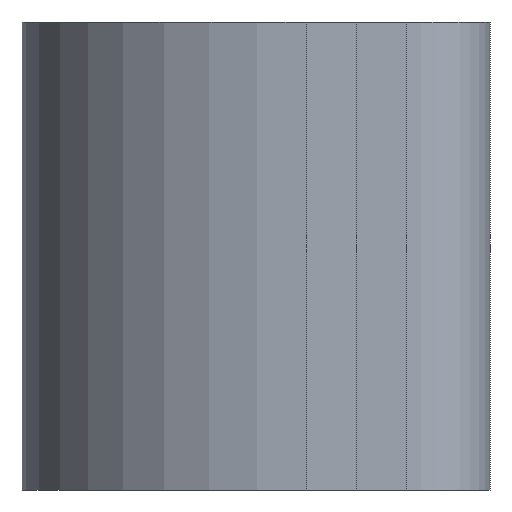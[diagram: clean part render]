
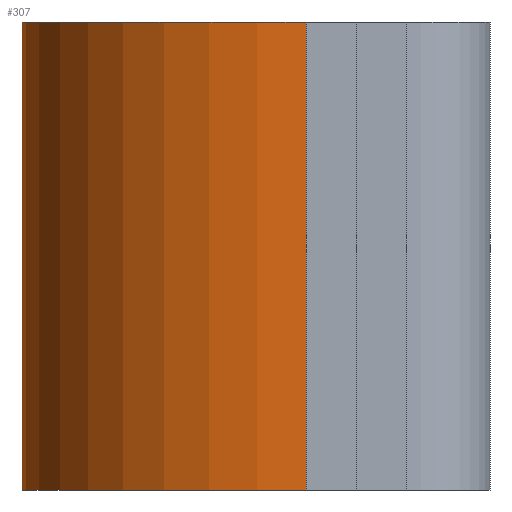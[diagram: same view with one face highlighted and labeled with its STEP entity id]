
A CAD part, left-side view. The second image highlights one B-rep face of the part: STEP entity #307.
In plain terms, the highlighted cylindrical face has radius 8.5 mm (diameter 17 mm), a partial arc.
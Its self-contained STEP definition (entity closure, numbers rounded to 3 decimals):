
#13 = LINE ( 'NONE', #179, #51 ) ;
#22 = FACE_OUTER_BOUND ( 'NONE', #309, .T. ) ;
#51 = VECTOR ( 'NONE', #171, 1000. ) ;
#61 = ORIENTED_EDGE ( 'NONE', *, *, #128, .F. ) ;
#79 = EDGE_CURVE ( 'NONE', #101, #203, #475, .T. ) ;
#101 = VERTEX_POINT ( 'NONE', #289 ) ;
#128 = EDGE_CURVE ( 'NONE', #203, #263, #144, .T. ) ;
#131 = AXIS2_PLACEMENT_3D ( 'NONE', #530, #217, #408 ) ;
#142 = AXIS2_PLACEMENT_3D ( 'NONE', #315, #406, #361 ) ;
#144 = LINE ( 'NONE', #387, #148 ) ;
#148 = VECTOR ( 'NONE', #383, 1000. ) ;
#155 = CARTESIAN_POINT ( 'NONE',  ( -31.5, 5.5, -7. ) ) ;
#171 = DIRECTION ( 'NONE',  ( 0., 0., -1. ) ) ;
#179 = CARTESIAN_POINT ( 'NONE',  ( -14.5, 5.5, 7. ) ) ;
#200 = CARTESIAN_POINT ( 'NONE',  ( -31.5, 5.5, 7. ) ) ;
#202 = ORIENTED_EDGE ( 'NONE', *, *, #79, .F. ) ;
#203 = VERTEX_POINT ( 'NONE', #200 ) ;
#215 = AXIS2_PLACEMENT_3D ( 'NONE', #589, #552, #551 ) ;
#217 = DIRECTION ( 'NONE',  ( 0., 0., -1. ) ) ;
#263 = VERTEX_POINT ( 'NONE', #155 ) ;
#273 = EDGE_CURVE ( 'NONE', #374, #263, #462, .T. ) ;
#289 = CARTESIAN_POINT ( 'NONE',  ( -14.5, 5.5, 7. ) ) ;
#307 = ADVANCED_FACE ( 'NONE', ( #22 ), #572, .T. ) ;
#309 = EDGE_LOOP ( 'NONE', ( #555, #61, #202, #458 ) ) ;
#315 = CARTESIAN_POINT ( 'NONE',  ( -23., 5.5, -7. ) ) ;
#361 = DIRECTION ( 'NONE',  ( 1., 0., 0. ) ) ;
#374 = VERTEX_POINT ( 'NONE', #482 ) ;
#383 = DIRECTION ( 'NONE',  ( 0., 0., -1. ) ) ;
#387 = CARTESIAN_POINT ( 'NONE',  ( -31.5, 5.5, 7. ) ) ;
#406 = DIRECTION ( 'NONE',  ( 0., 0., 1. ) ) ;
#408 = DIRECTION ( 'NONE',  ( -1., 0., 0. ) ) ;
#458 = ORIENTED_EDGE ( 'NONE', *, *, #517, .T. ) ;
#462 = CIRCLE ( 'NONE', #142, 8.5 ) ;
#475 = CIRCLE ( 'NONE', #215, 8.5 ) ;
#482 = CARTESIAN_POINT ( 'NONE',  ( -14.5, 5.5, -7. ) ) ;
#517 = EDGE_CURVE ( 'NONE', #101, #374, #13, .T. ) ;
#530 = CARTESIAN_POINT ( 'NONE',  ( -23., 5.5, 7. ) ) ;
#551 = DIRECTION ( 'NONE',  ( 1., 0., 0. ) ) ;
#552 = DIRECTION ( 'NONE',  ( 0., 0., 1. ) ) ;
#555 = ORIENTED_EDGE ( 'NONE', *, *, #273, .T. ) ;
#572 = CYLINDRICAL_SURFACE ( 'NONE', #131, 8.5 ) ;
#589 = CARTESIAN_POINT ( 'NONE',  ( -23., 5.5, 7. ) ) ;
